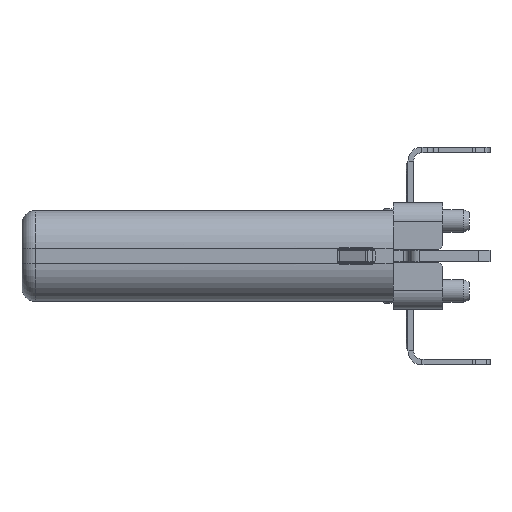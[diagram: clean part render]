
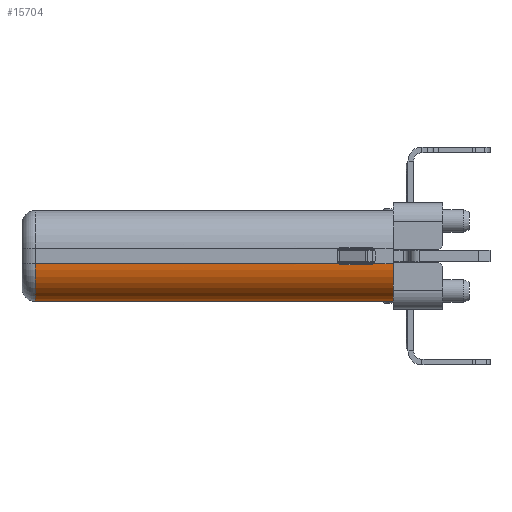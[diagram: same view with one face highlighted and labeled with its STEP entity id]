
A CAD part, left-side view. The second image highlights one B-rep face of the part: STEP entity #15704.
In plain terms, the highlighted cylindrical face has radius 1 mm (diameter 2 mm), a partial arc.
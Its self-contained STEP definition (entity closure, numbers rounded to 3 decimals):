
#384 = VERTEX_POINT ( 'NONE', #33833 ) ;
#999 = CARTESIAN_POINT ( 'NONE',  ( -4.125, 2.662, -0.229 ) ) ;
#1844 = EDGE_CURVE ( 'NONE', #384, #32109, #36019, .T. ) ;
#2492 = DIRECTION ( 'NONE',  ( 0., -1., 0. ) ) ;
#2985 = VECTOR ( 'NONE', #2492, 1000. ) ;
#3015 = CARTESIAN_POINT ( 'NONE',  ( -4.125, 1.852, -0.219 ) ) ;
#3407 = CIRCLE ( 'NONE', #5597, 1. ) ;
#3452 = DIRECTION ( 'NONE',  ( 0., 0., 1. ) ) ;
#4287 = B_SPLINE_CURVE_WITH_KNOTS ( 'NONE', 3,
 ( #6368, #22635, #29628, #22785, #9700, #15635, #38951, #12472, #42241, #22323 ),
 .UNSPECIFIED., .F., .F.,
 ( 4, 3, 3, 4 ),
 ( 0., 0., 0., 0. ),
 .UNSPECIFIED. ) ;
#5395 = CARTESIAN_POINT ( 'NONE',  ( -4.125, 11.1, -0.2 ) ) ;
#5597 = AXIS2_PLACEMENT_3D ( 'NONE', #35142, #31949, #38518 ) ;
#6214 = CARTESIAN_POINT ( 'NONE',  ( -4.125, 1.864, -0.224 ) ) ;
#6368 = CARTESIAN_POINT ( 'NONE',  ( -4.125, 2.662, -0.229 ) ) ;
#6838 = EDGE_CURVE ( 'NONE', #35566, #35467, #28505, .T. ) ;
#7962 = VERTEX_POINT ( 'NONE', #16129 ) ;
#8676 = CARTESIAN_POINT ( 'NONE',  ( -4.125, 1.883, -0.229 ) ) ;
#8816 = CARTESIAN_POINT ( 'NONE',  ( -4.125, 1.842, -0.213 ) ) ;
#9533 = CARTESIAN_POINT ( 'NONE',  ( -4.125, 1.836, -0.209 ) ) ;
#9691 = CARTESIAN_POINT ( 'NONE',  ( -4.125, 1.83, -0.205 ) ) ;
#9700 = CARTESIAN_POINT ( 'NONE',  ( -4.125, 2.695, -0.225 ) ) ;
#9992 = VERTEX_POINT ( 'NONE', #19747 ) ;
#10320 = DIRECTION ( 'NONE',  ( 0., -1., 0. ) ) ;
#11056 = LINE ( 'NONE', #24543, #17254 ) ;
#11620 = EDGE_CURVE ( 'NONE', #15541, #35467, #4287, .T. ) ;
#11681 = EDGE_CURVE ( 'NONE', #35566, #384, #20677, .T. ) ;
#12187 = EDGE_LOOP ( 'NONE', ( #39888, #35875, #29072, #24100, #31626, #31901, #20496, #21008 ) ) ;
#12472 = CARTESIAN_POINT ( 'NONE',  ( -4.125, 2.723, -0.21 ) ) ;
#12807 = VERTEX_POINT ( 'NONE', #40190 ) ;
#13386 = CARTESIAN_POINT ( 'NONE',  ( -4.125, 11.1, -0.2 ) ) ;
#14171 = VECTOR ( 'NONE', #26207, 1000. ) ;
#14959 = CARTESIAN_POINT ( 'NONE',  ( -4.125, 2.735, -0.2 ) ) ;
#15342 = CARTESIAN_POINT ( 'NONE',  ( -4.125, 1.898, -0.229 ) ) ;
#15541 = VERTEX_POINT ( 'NONE', #999 ) ;
#15635 = CARTESIAN_POINT ( 'NONE',  ( -4.125, 2.706, -0.22 ) ) ;
#15704 = ADVANCED_FACE ( 'NONE', ( #41174 ), #38592, .T. ) ;
#16129 = CARTESIAN_POINT ( 'NONE',  ( -4.125, 1.825, -0.2 ) ) ;
#17254 = VECTOR ( 'NONE', #27203, 1000. ) ;
#18684 = CARTESIAN_POINT ( 'NONE',  ( -4.125, 1.876, -0.227 ) ) ;
#18699 = CARTESIAN_POINT ( 'NONE',  ( -4.125, 10.754, -0.2 ) ) ;
#19747 = CARTESIAN_POINT ( 'NONE',  ( -4.125, 1.898, -0.229 ) ) ;
#20496 = ORIENTED_EDGE ( 'NONE', *, *, #22154, .T. ) ;
#20677 = CIRCLE ( 'NONE', #39914, 1. ) ;
#21008 = ORIENTED_EDGE ( 'NONE', *, *, #11620, .T. ) ;
#22154 = EDGE_CURVE ( 'NONE', #9992, #15541, #11056, .T. ) ;
#22323 = CARTESIAN_POINT ( 'NONE',  ( -4.125, 2.735, -0.2 ) ) ;
#22325 = EDGE_CURVE ( 'NONE', #7962, #9992, #41359, .T. ) ;
#22501 = VECTOR ( 'NONE', #10320, 1000. ) ;
#22635 = CARTESIAN_POINT ( 'NONE',  ( -4.125, 2.67, -0.229 ) ) ;
#22785 = CARTESIAN_POINT ( 'NONE',  ( -4.125, 2.683, -0.227 ) ) ;
#22914 = CARTESIAN_POINT ( 'NONE',  ( -4.125, 1.825, -0.2 ) ) ;
#23066 = CARTESIAN_POINT ( 'NONE',  ( -4.125, 1.89, -0.229 ) ) ;
#24100 = ORIENTED_EDGE ( 'NONE', *, *, #25676, .T. ) ;
#24543 = CARTESIAN_POINT ( 'NONE',  ( -4.125, 11.1, -0.229 ) ) ;
#24900 = DIRECTION ( 'NONE',  ( 0., 0., -1. ) ) ;
#25676 = EDGE_CURVE ( 'NONE', #32109, #12807, #3407, .T. ) ;
#26207 = DIRECTION ( 'NONE',  ( 0., -1., 0. ) ) ;
#27203 = DIRECTION ( 'NONE',  ( 0., 1., 0. ) ) ;
#27885 = EDGE_CURVE ( 'NONE', #7962, #12807, #35452, .T. ) ;
#28505 = LINE ( 'NONE', #5395, #2985 ) ;
#29072 = ORIENTED_EDGE ( 'NONE', *, *, #1844, .T. ) ;
#29628 = CARTESIAN_POINT ( 'NONE',  ( -4.125, 2.677, -0.229 ) ) ;
#30573 = CARTESIAN_POINT ( 'NONE',  ( -3.125, 1.3, -1.2 ) ) ;
#31626 = ORIENTED_EDGE ( 'NONE', *, *, #27885, .F. ) ;
#31901 = ORIENTED_EDGE ( 'NONE', *, *, #22325, .T. ) ;
#31949 = DIRECTION ( 'NONE',  ( 0., 1., 0. ) ) ;
#32109 = VERTEX_POINT ( 'NONE', #30573 ) ;
#33833 = CARTESIAN_POINT ( 'NONE',  ( -3.125, 10.754, -1.2 ) ) ;
#34436 = DIRECTION ( 'NONE',  ( 0., -1., 0. ) ) ;
#35142 = CARTESIAN_POINT ( 'NONE',  ( -3.125, 1.3, -0.2 ) ) ;
#35302 = AXIS2_PLACEMENT_3D ( 'NONE', #38249, #34436, #24900 ) ;
#35452 = LINE ( 'NONE', #13386, #14171 ) ;
#35467 = VERTEX_POINT ( 'NONE', #14959 ) ;
#35566 = VERTEX_POINT ( 'NONE', #18699 ) ;
#35875 = ORIENTED_EDGE ( 'NONE', *, *, #11681, .T. ) ;
#36019 = LINE ( 'NONE', #39371, #22501 ) ;
#38249 = CARTESIAN_POINT ( 'NONE',  ( -3.125, 11.1, -0.2 ) ) ;
#38518 = DIRECTION ( 'NONE',  ( 0., 0., 1. ) ) ;
#38592 = CYLINDRICAL_SURFACE ( 'NONE', #35302, 1. ) ;
#38951 = CARTESIAN_POINT ( 'NONE',  ( -4.125, 2.716, -0.214 ) ) ;
#39371 = CARTESIAN_POINT ( 'NONE',  ( -3.125, 11.1, -1.2 ) ) ;
#39799 = CARTESIAN_POINT ( 'NONE',  ( -3.125, 10.754, -0.2 ) ) ;
#39888 = ORIENTED_EDGE ( 'NONE', *, *, #6838, .F. ) ;
#39914 = AXIS2_PLACEMENT_3D ( 'NONE', #39799, #40081, #3452 ) ;
#40081 = DIRECTION ( 'NONE',  ( 0., -1., 0. ) ) ;
#40190 = CARTESIAN_POINT ( 'NONE',  ( -4.125, 1.3, -0.2 ) ) ;
#41174 = FACE_OUTER_BOUND ( 'NONE', #12187, .T. ) ;
#41359 = B_SPLINE_CURVE_WITH_KNOTS ( 'NONE', 3,
 ( #22914, #9691, #9533, #8816, #3015, #6214, #18684, #8676, #23066, #15342 ),
 .UNSPECIFIED., .F., .F.,
 ( 4, 3, 3, 4 ),
 ( 0., 0., 0., 0. ),
 .UNSPECIFIED. ) ;
#42241 = CARTESIAN_POINT ( 'NONE',  ( -4.125, 2.729, -0.205 ) ) ;
